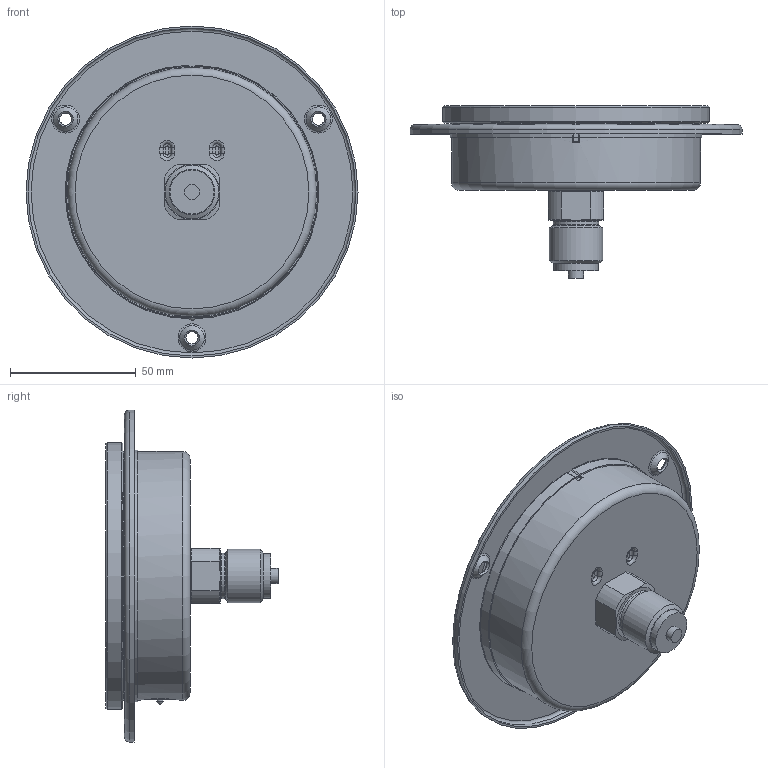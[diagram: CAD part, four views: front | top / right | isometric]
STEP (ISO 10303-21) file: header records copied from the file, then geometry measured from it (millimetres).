
FILE_DESCRIPTION(/* description */ (''),/* implementation_level */ '2;1');
FILE_NAME(/* name */ 'RF100Gly_D731_852XX731.stp',/* time_stamp */ '2018-01-25T08:39:47+01:00',/* author */ ('acgl'),/* organization */ (''),/* preprocessor_version */ 'ST-DEVELOPER v15.6',/* originating_system */ 'Autodesk Inventor 2015',/* authorisation */ '');
FILE_SCHEMA (('AUTOMOTIVE_DESIGN { 1 0 10303 214 3 1 1 }'));
Length unit declared in the file: centimetre
Products named in the file (1): RF100Gly_D731_852XX731
Bounding box: 132 x 68.5 x 132 mm (x, y, z)
Volume: 282797.4 mm3; surface area: 44485.6 mm2
Topology: 1 solids, 1 shells, 129 faces, 301 edges, 179 vertices
Faces by surface type: cylinder 41, plane 25, torus 25, cone 17, bspline 14, sphere 7
Full cylindrical faces by diameter (mm): 2.5 x1, 6 x1, 17.5 x1, 18 x1, 21 x1, 21.36 x1, 99 x2, 105.8 x1, 130.4 x1, 132 x1
Entity records: 4222 total; most frequent: CARTESIAN_POINT 1406, DIRECTION 548, ORIENTED_EDGE 494, AXIS2_PLACEMENT_3D 248, EDGE_CURVE 247, EDGE_LOOP 189, VERTEX_POINT 170, STYLED_ITEM 130
